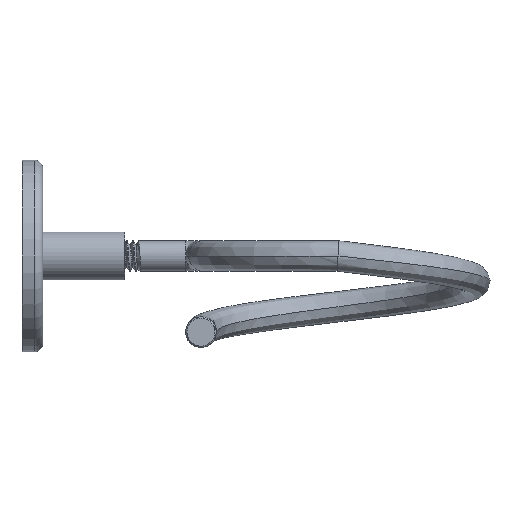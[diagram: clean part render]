
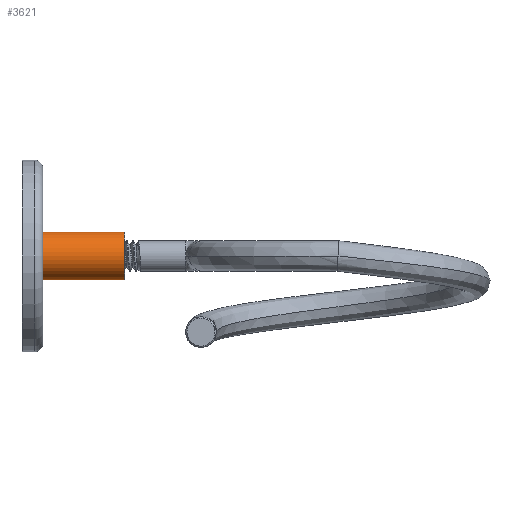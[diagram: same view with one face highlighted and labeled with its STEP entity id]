
A CAD part, left-side view. The second image highlights one B-rep face of the part: STEP entity #3621.
In plain terms, the highlighted cylindrical face has radius 5 mm (diameter 10 mm), a partial arc.
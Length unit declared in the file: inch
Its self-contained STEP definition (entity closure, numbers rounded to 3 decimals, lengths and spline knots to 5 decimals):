
#185 = ORIENTED_EDGE ( 'NONE', *, *, #2135, .T. ) ;
#446 = CARTESIAN_POINT ( 'NONE',  ( 0., -0.67323, -0.19685 ) ) ;
#807 = VERTEX_POINT ( 'NONE', #3473 ) ;
#952 = ORIENTED_EDGE ( 'NONE', *, *, #12592, .T. ) ;
#1753 = LINE ( 'NONE', #8518, #12887 ) ;
#2135 = EDGE_CURVE ( 'NONE', #14753, #807, #1753, .T. ) ;
#2137 = CARTESIAN_POINT ( 'NONE',  ( 0., -0.66929, 0.19685 ) ) ;
#2153 = AXIS2_PLACEMENT_3D ( 'NONE', #11212, #14482, #7592 ) ;
#2172 = CARTESIAN_POINT ( 'NONE',  ( 0., -0.67323, 0. ) ) ;
#3473 = CARTESIAN_POINT ( 'NONE',  ( 0., 0., 0.19685 ) ) ;
#3621 = ADVANCED_FACE ( 'NONE', ( #10295 ), #5623, .T. ) ;
#4438 = EDGE_LOOP ( 'NONE', ( #10955, #6212, #185, #952 ) ) ;
#4753 = VERTEX_POINT ( 'NONE', #8887 ) ;
#5257 = CIRCLE ( 'NONE', #8618, 0.19685 ) ;
#5510 = CIRCLE ( 'NONE', #2153, 0.19685 ) ;
#5623 = CYLINDRICAL_SURFACE ( 'NONE', #12427, 0.19685 ) ;
#5990 = VECTOR ( 'NONE', #6167, 39.37008 ) ;
#6167 = DIRECTION ( 'NONE',  ( 0., 1., 0. ) ) ;
#6212 = ORIENTED_EDGE ( 'NONE', *, *, #14579, .T. ) ;
#6823 = DIRECTION ( 'NONE',  ( 0., 0., 1. ) ) ;
#7592 = DIRECTION ( 'NONE',  ( 0., 0., 1. ) ) ;
#8518 = CARTESIAN_POINT ( 'NONE',  ( 0., -0.67323, 0.19685 ) ) ;
#8618 = AXIS2_PLACEMENT_3D ( 'NONE', #12083, #12007, #9653 ) ;
#8887 = CARTESIAN_POINT ( 'NONE',  ( 0., -0.66929, -0.19685 ) ) ;
#9653 = DIRECTION ( 'NONE',  ( 0., 0., -1. ) ) ;
#10295 = FACE_OUTER_BOUND ( 'NONE', #4438, .T. ) ;
#10955 = ORIENTED_EDGE ( 'NONE', *, *, #12273, .F. ) ;
#11212 = CARTESIAN_POINT ( 'NONE',  ( 0., 0., 0. ) ) ;
#11897 = LINE ( 'NONE', #446, #5990 ) ;
#12007 = DIRECTION ( 'NONE',  ( 0., 1., 0. ) ) ;
#12083 = CARTESIAN_POINT ( 'NONE',  ( 0., -0.66929, 0. ) ) ;
#12273 = EDGE_CURVE ( 'NONE', #4753, #12832, #11897, .T. ) ;
#12427 = AXIS2_PLACEMENT_3D ( 'NONE', #2172, #12490, #6823 ) ;
#12490 = DIRECTION ( 'NONE',  ( 0., 1., 0. ) ) ;
#12592 = EDGE_CURVE ( 'NONE', #807, #12832, #5510, .T. ) ;
#12832 = VERTEX_POINT ( 'NONE', #14466 ) ;
#12887 = VECTOR ( 'NONE', #13128, 39.37008 ) ;
#13128 = DIRECTION ( 'NONE',  ( 0., 1., 0. ) ) ;
#14466 = CARTESIAN_POINT ( 'NONE',  ( 0., 0., -0.19685 ) ) ;
#14482 = DIRECTION ( 'NONE',  ( 0., -1., 0. ) ) ;
#14579 = EDGE_CURVE ( 'NONE', #4753, #14753, #5257, .T. ) ;
#14753 = VERTEX_POINT ( 'NONE', #2137 ) ;
